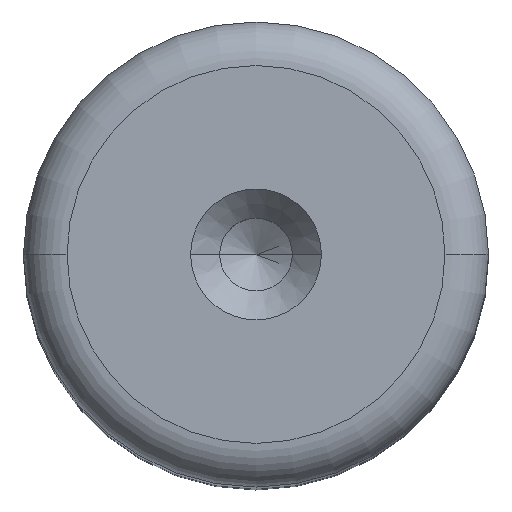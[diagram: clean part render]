
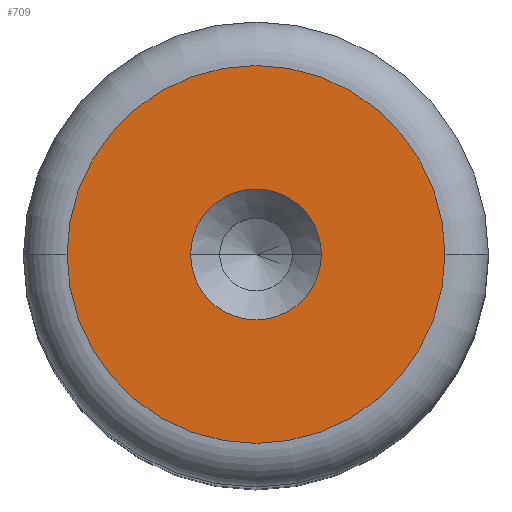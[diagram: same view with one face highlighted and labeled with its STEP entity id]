
A CAD part, top view. The second image highlights one B-rep face of the part: STEP entity #709.
In plain terms, the highlighted planar face has unit normal (0, 0, 1).
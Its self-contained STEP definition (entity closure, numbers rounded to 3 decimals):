
#2 = VERTEX_POINT ( 'NONE', #1234 ) ;
#29 = FACE_BOUND ( 'NONE', #1223, .T. ) ;
#88 = CARTESIAN_POINT ( 'NONE',  ( 0., 0., 60. ) ) ;
#153 = CARTESIAN_POINT ( 'NONE',  ( 0., 0., 60. ) ) ;
#191 = AXIS2_PLACEMENT_3D ( 'NONE', #1176, #1540, #815 ) ;
#218 = DIRECTION ( 'NONE',  ( 1., 0., 0. ) ) ;
#236 = ORIENTED_EDGE ( 'NONE', *, *, #1401, .T. ) ;
#287 = DIRECTION ( 'NONE',  ( 1., 0., 0. ) ) ;
#334 = CARTESIAN_POINT ( 'NONE',  ( 0., 0., 60. ) ) ;
#355 = AXIS2_PLACEMENT_3D ( 'NONE', #1368, #645, #1492 ) ;
#384 = CIRCLE ( 'NONE', #564, 6.5 ) ;
#445 = EDGE_LOOP ( 'NONE', ( #1307, #236 ) ) ;
#449 = AXIS2_PLACEMENT_3D ( 'NONE', #334, #1194, #467 ) ;
#467 = DIRECTION ( 'NONE',  ( 1., 0., 0. ) ) ;
#506 = CIRCLE ( 'NONE', #449, 6.5 ) ;
#536 = EDGE_CURVE ( 'NONE', #2, #700, #776, .T. ) ;
#564 = AXIS2_PLACEMENT_3D ( 'NONE', #153, #1027, #287 ) ;
#572 = CARTESIAN_POINT ( 'NONE',  ( -6.5, 0., 60. ) ) ;
#573 = ORIENTED_EDGE ( 'NONE', *, *, #536, .F. ) ;
#645 = DIRECTION ( 'NONE',  ( 0., 0., 1. ) ) ;
#687 = CARTESIAN_POINT ( 'NONE',  ( 2.25, 0., 60. ) ) ;
#700 = VERTEX_POINT ( 'NONE', #687 ) ;
#709 = ADVANCED_FACE ( 'NONE', ( #29, #1581 ), #1407, .T. ) ;
#718 = VERTEX_POINT ( 'NONE', #572 ) ;
#776 = CIRCLE ( 'NONE', #355, 2.25 ) ;
#815 = DIRECTION ( 'NONE',  ( 1., 0., 0. ) ) ;
#824 = EDGE_CURVE ( 'NONE', #1003, #718, #506, .T. ) ;
#968 = DIRECTION ( 'NONE',  ( 0., 0., 1. ) ) ;
#981 = CIRCLE ( 'NONE', #997, 2.25 ) ;
#997 = AXIS2_PLACEMENT_3D ( 'NONE', #88, #968, #218 ) ;
#1003 = VERTEX_POINT ( 'NONE', #1309 ) ;
#1027 = DIRECTION ( 'NONE',  ( 0., 0., 1. ) ) ;
#1084 = EDGE_CURVE ( 'NONE', #700, #2, #981, .T. ) ;
#1176 = CARTESIAN_POINT ( 'NONE',  ( 0., 0., 60. ) ) ;
#1194 = DIRECTION ( 'NONE',  ( 0., 0., 1. ) ) ;
#1223 = EDGE_LOOP ( 'NONE', ( #1320, #573 ) ) ;
#1234 = CARTESIAN_POINT ( 'NONE',  ( -2.25, 0., 60. ) ) ;
#1307 = ORIENTED_EDGE ( 'NONE', *, *, #824, .T. ) ;
#1309 = CARTESIAN_POINT ( 'NONE',  ( 6.5, 0., 60. ) ) ;
#1320 = ORIENTED_EDGE ( 'NONE', *, *, #1084, .F. ) ;
#1368 = CARTESIAN_POINT ( 'NONE',  ( 0., 0., 60. ) ) ;
#1401 = EDGE_CURVE ( 'NONE', #718, #1003, #384, .T. ) ;
#1407 = PLANE ( 'NONE',  #191 ) ;
#1492 = DIRECTION ( 'NONE',  ( 1., 0., 0. ) ) ;
#1540 = DIRECTION ( 'NONE',  ( 0., 0., 1. ) ) ;
#1581 = FACE_OUTER_BOUND ( 'NONE', #445, .T. ) ;
